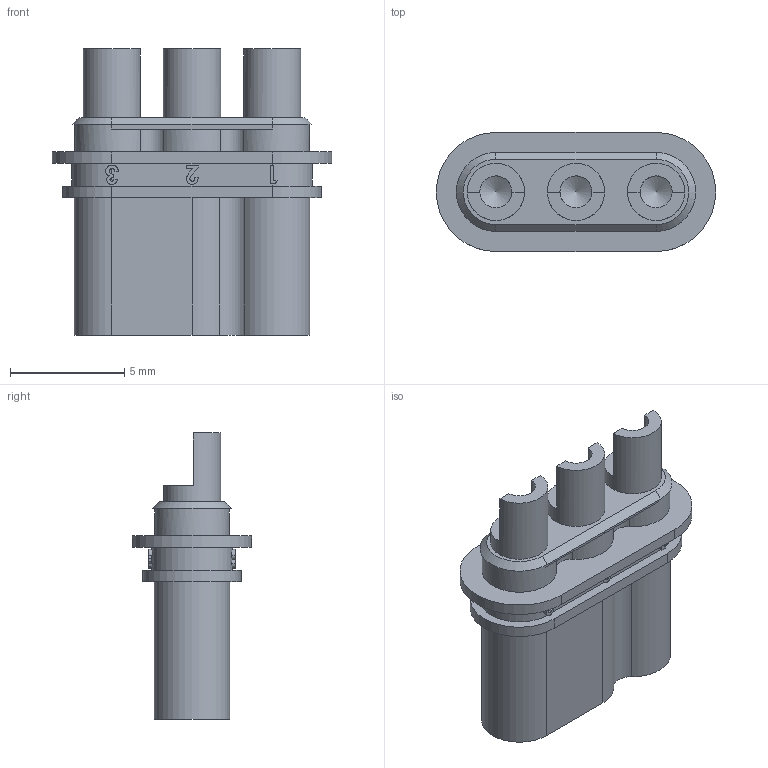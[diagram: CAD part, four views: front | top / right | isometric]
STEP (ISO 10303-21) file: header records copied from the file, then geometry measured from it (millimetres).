
FILE_DESCRIPTION(/* description */ ('STEP AP242','CAx-IF Rec.Pracs.---Representation and Presentation of Product Manufacturing Information (PMI)---4.0---2014-10-13','CAx-IF Rec.Pracs.---3D Tessellated Geometry---0.4---2014-09-14','2;1'),/* implementation_level */ '2;1');
FILE_NAME(/* name */ '66cf0573f954380fa12c2357',/* time_stamp */ '2024-08-28T11:09:39Z',/* author */ (''),/* organization */ (''),/* preprocessor_version */ 'ST-DEVELOPER v20',/* originating_system */ ' ',/* authorisation */ ' ');
FILE_SCHEMA (('AP242_MANAGED_MODEL_BASED_3D_ENGINEERING_MIM_LF { 1 0 10303 442 1 1 4 }'));
Length unit declared in the file: metre
Products named in the file (6): ASM, Amass MR30 mated pair; ASM, Amass MR30-FB with Shroud <1>; Amass MR30-FB_default
Assembly tree (5 placements, depth 3):
  ASM, Amass MR30 mated pair
    ASM, Amass MR30-FB with Shroud <1>
      Amass MR30-FB_default
      Amass MR30-FB_default
      Amass MR30-FB_default
      Amass MR30-FB_default
Bounding box: 12.2 x 5.2 x 12.5 mm (x, y, z)
Volume: 246.3 mm3; surface area: 1025.1 mm2
Topology: 4 solids, 4 shells, 170 faces, 455 edges, 303 vertices
Faces by surface type: plane 84, cylinder 56, bspline 22, cone 8
Full cylindrical faces by diameter (mm): 1.4 x3, 2 x3, 2.4 x6, 2.5 x6
Entity records: 6444 total; most frequent: CARTESIAN_POINT 2353, ORIENTED_EDGE 820, DIRECTION 769, EDGE_CURVE 410, VERTEX_POINT 288, AXIS2_PLACEMENT_3D 283, FACE_BOUND 216, EDGE_LOOP 210
